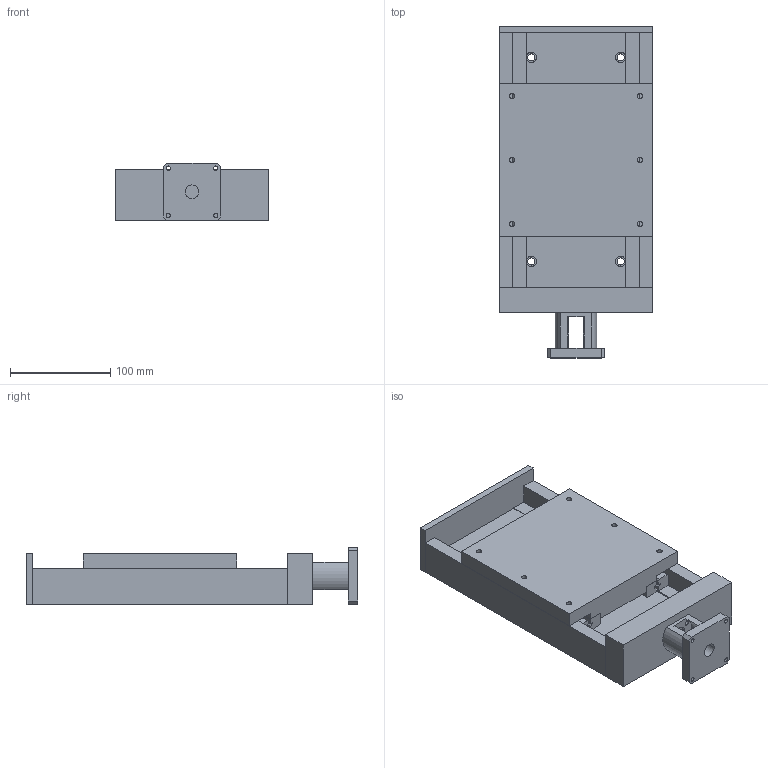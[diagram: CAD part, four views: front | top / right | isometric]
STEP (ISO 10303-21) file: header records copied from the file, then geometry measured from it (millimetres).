
FILE_DESCRIPTION((''),'2;1');
FILE_NAME('CGAC6-10-4.stp','2004-02-02T23:53:48',('Owner'),(''),'Autodesk Inventor (tm) 5.3','Autodesk Inventor (tm) 5.3','');
FILE_SCHEMA(('CONFIG_CONTROL_DESIGN'));
Length unit declared in the file: inch
Products named in the file (10): CGAC6-10-4; CGAC6-10-4 BOTTOM-BASE; CGAC6-10-4 TOP-BASE; CGAC6-10-4 RAIL-A; CGAC6-10-4 RAIL-B; CGAC6-10-4 RAIL-C; CGAC6-10-4 RAIL-D; CGAC6-10-4 ~~MTRBRKT23; CGAC6-10-4 END-PLATE-FRONT; CGAC6-10-4 END-PLATE-REAR
Assembly tree (9 placements, depth 2):
  CGAC6-10-4
    CGAC6-10-4 BOTTOM-BASE
    CGAC6-10-4 TOP-BASE
    CGAC6-10-4 RAIL-A
    CGAC6-10-4 RAIL-B
    CGAC6-10-4 RAIL-C
    CGAC6-10-4 RAIL-D
    CGAC6-10-4 ~~MTRBRKT23
    CGAC6-10-4 END-PLATE-FRONT
    CGAC6-10-4 END-PLATE-REAR
Bounding box: 152.4 x 330.45 x 57.15 mm (x, y, z)
Volume: 1613163.6 mm3; surface area: 270625 mm2
Topology: 9 solids, 9 shells, 180 faces, 482 edges, 320 vertices
Faces by surface type: plane 122, bspline 40, cylinder 18
Entity records: 7483 total; most frequent: CARTESIAN_POINT 1625, ORIENTED_EDGE 964, DIRECTION 916, EDGE_CURVE 482, VECTOR 366, LINE 366, VERTEX_POINT 320, AXIS2_PLACEMENT_3D 275
